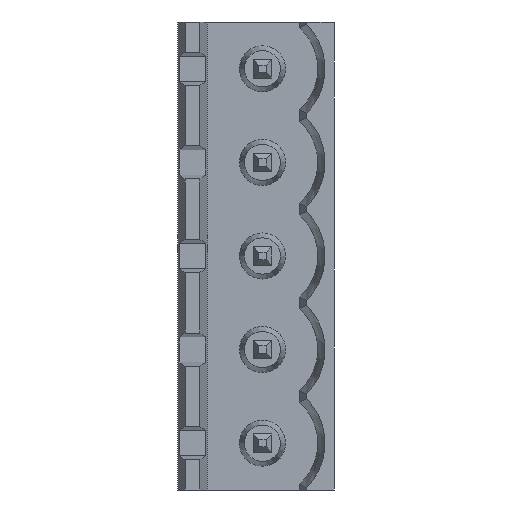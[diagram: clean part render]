
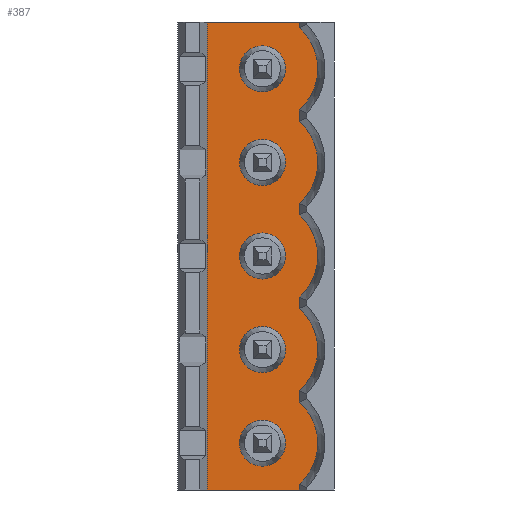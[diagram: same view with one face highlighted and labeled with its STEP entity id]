
A CAD part, left-side view. The second image highlights one B-rep face of the part: STEP entity #387.
In plain terms, the highlighted planar face has unit normal (-1, 0, 0).
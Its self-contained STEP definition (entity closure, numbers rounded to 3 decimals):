
#387 = ADVANCED_FACE( '', ( #902, #903, #904, #905, #906, #907 ), #908, .F. );
#902 = FACE_OUTER_BOUND( '', #1544, .T. );
#903 = FACE_BOUND( '', #1545, .T. );
#904 = FACE_BOUND( '', #1546, .T. );
#905 = FACE_BOUND( '', #1547, .T. );
#906 = FACE_BOUND( '', #1548, .T. );
#907 = FACE_BOUND( '', #1549, .T. );
#908 = PLANE( '', #1550 );
#1544 = EDGE_LOOP( '', ( #2661, #2662, #2663, #2664, #2665, #2666, #2667, #2668, #2669, #2670, #2671, #2672, #2673, #2674 ) );
#1545 = EDGE_LOOP( '', ( #2675 ) );
#1546 = EDGE_LOOP( '', ( #2676 ) );
#1547 = EDGE_LOOP( '', ( #2677 ) );
#1548 = EDGE_LOOP( '', ( #2678 ) );
#1549 = EDGE_LOOP( '', ( #2679 ) );
#1550 = AXIS2_PLACEMENT_3D( '', #2680, #2681, #2682 );
#2661 = ORIENTED_EDGE( '', *, *, #4183, .F. );
#2662 = ORIENTED_EDGE( '', *, *, #4184, .T. );
#2663 = ORIENTED_EDGE( '', *, *, #4185, .F. );
#2664 = ORIENTED_EDGE( '', *, *, #4186, .T. );
#2665 = ORIENTED_EDGE( '', *, *, #4187, .F. );
#2666 = ORIENTED_EDGE( '', *, *, #3910, .T. );
#2667 = ORIENTED_EDGE( '', *, *, #4077, .F. );
#2668 = ORIENTED_EDGE( '', *, *, #4188, .T. );
#2669 = ORIENTED_EDGE( '', *, *, #4189, .F. );
#2670 = ORIENTED_EDGE( '', *, *, #3998, .T. );
#2671 = ORIENTED_EDGE( '', *, *, #3954, .F. );
#2672 = ORIENTED_EDGE( '', *, *, #4190, .T. );
#2673 = ORIENTED_EDGE( '', *, *, #3959, .F. );
#2674 = ORIENTED_EDGE( '', *, *, #4191, .F. );
#2675 = ORIENTED_EDGE( '', *, *, #3990, .F. );
#2676 = ORIENTED_EDGE( '', *, *, #4192, .F. );
#2677 = ORIENTED_EDGE( '', *, *, #4102, .F. );
#2678 = ORIENTED_EDGE( '', *, *, #3930, .F. );
#2679 = ORIENTED_EDGE( '', *, *, #4193, .F. );
#2680 = CARTESIAN_POINT( '', ( 202.525, 143.11, -75.08 ) );
#2681 = DIRECTION( '', ( 1., 0., 0. ) );
#2682 = DIRECTION( '', ( 0., 0., 1. ) );
#3910 = EDGE_CURVE( '', #4740, #4741, #4742, .T. );
#3930 = EDGE_CURVE( '', #4775, #4775, #4776, .T. );
#3954 = EDGE_CURVE( '', #4814, #4815, #4816, .T. );
#3959 = EDGE_CURVE( '', #4821, #4823, #4824, .T. );
#3990 = EDGE_CURVE( '', #4874, #4874, #4875, .T. );
#3998 = EDGE_CURVE( '', #4888, #4815, #4889, .T. );
#4077 = EDGE_CURVE( '', #5007, #4741, #5009, .T. );
#4102 = EDGE_CURVE( '', #5046, #5046, #5047, .T. );
#4183 = EDGE_CURVE( '', #5164, #5165, #5166, .T. );
#4184 = EDGE_CURVE( '', #5164, #5167, #5168, .T. );
#4185 = EDGE_CURVE( '', #5169, #5167, #5170, .T. );
#4186 = EDGE_CURVE( '', #5169, #5171, #5172, .T. );
#4187 = EDGE_CURVE( '', #4740, #5171, #5173, .T. );
#4188 = EDGE_CURVE( '', #5007, #5174, #5175, .T. );
#4189 = EDGE_CURVE( '', #4888, #5174, #5176, .T. );
#4190 = EDGE_CURVE( '', #4814, #4823, #5177, .T. );
#4191 = EDGE_CURVE( '', #5165, #4821, #5178, .T. );
#4192 = EDGE_CURVE( '', #5179, #5179, #5180, .T. );
#4193 = EDGE_CURVE( '', #5181, #5181, #5182, .T. );
#4740 = VERTEX_POINT( '', #5902 );
#4741 = VERTEX_POINT( '', #5903 );
#4742 = LINE( '', #5904, #5905 );
#4775 = VERTEX_POINT( '', #5955 );
#4776 = CIRCLE( '', #5956, 1.25 );
#4814 = VERTEX_POINT( '', #6010 );
#4815 = VERTEX_POINT( '', #6011 );
#4816 = CIRCLE( '', #6012, 3. );
#4821 = VERTEX_POINT( '', #6019 );
#4823 = VERTEX_POINT( '', #6022 );
#4824 = LINE( '', #6023, #6024 );
#4874 = VERTEX_POINT( '', #6101 );
#4875 = CIRCLE( '', #6102, 1.25 );
#4888 = VERTEX_POINT( '', #6119 );
#4889 = LINE( '', #6120, #6121 );
#5007 = VERTEX_POINT( '', #6301 );
#5009 = CIRCLE( '', #6304, 3. );
#5046 = VERTEX_POINT( '', #6358 );
#5047 = CIRCLE( '', #6359, 1.25 );
#5164 = VERTEX_POINT( '', #6533 );
#5165 = VERTEX_POINT( '', #6534 );
#5166 = LINE( '', #6535, #6536 );
#5167 = VERTEX_POINT( '', #6537 );
#5168 = LINE( '', #6538, #6539 );
#5169 = VERTEX_POINT( '', #6540 );
#5170 = CIRCLE( '', #6541, 3. );
#5171 = VERTEX_POINT( '', #6542 );
#5172 = LINE( '', #6543, #6544 );
#5173 = CIRCLE( '', #6545, 3. );
#5174 = VERTEX_POINT( '', #6546 );
#5175 = LINE( '', #6547, #6548 );
#5176 = CIRCLE( '', #6549, 3. );
#5177 = LINE( '', #6550, #6551 );
#5178 = LINE( '', #6552, #6553 );
#5179 = VERTEX_POINT( '', #6554 );
#5180 = CIRCLE( '', #6555, 1.25 );
#5181 = VERTEX_POINT( '', #6556 );
#5182 = CIRCLE( '', #6557, 1.25 );
#5902 = CARTESIAN_POINT( '', ( 202.525, 138.11, -39.824 ) );
#5903 = CARTESIAN_POINT( '', ( 202.525, 138.11, -39.216 ) );
#5904 = CARTESIAN_POINT( '', ( 202.525, 138.11, -100.481 ) );
#5905 = VECTOR( '', #7191, 1000. );
#5955 = CARTESIAN_POINT( '', ( 202.525, 138.86, -42.06 ) );
#5956 = AXIS2_PLACEMENT_3D( '', #7209, #7210, #7211 );
#6010 = CARTESIAN_POINT( '', ( 202.525, 138.11, -24.584 ) );
#6011 = CARTESIAN_POINT( '', ( 202.525, 138.11, -29.056 ) );
#6012 = AXIS2_PLACEMENT_3D( '', #7231, #7232, #7233 );
#6019 = CARTESIAN_POINT( '', ( 202.525, 143.11, -24.28 ) );
#6022 = CARTESIAN_POINT( '', ( 202.525, 138.11, -24.28 ) );
#6023 = CARTESIAN_POINT( '', ( 202.525, 144.81, -24.28 ) );
#6024 = VECTOR( '', #7237, 1000. );
#6101 = CARTESIAN_POINT( '', ( 202.525, 138.86, -31.9 ) );
#6102 = AXIS2_PLACEMENT_3D( '', #7265, #7266, #7267 );
#6119 = CARTESIAN_POINT( '', ( 202.525, 138.11, -29.664 ) );
#6120 = CARTESIAN_POINT( '', ( 202.525, 138.11, -90.321 ) );
#6121 = VECTOR( '', #7275, 1000. );
#6301 = CARTESIAN_POINT( '', ( 202.525, 138.11, -34.744 ) );
#6304 = AXIS2_PLACEMENT_3D( '', #7342, #7343, #7344 );
#6358 = CARTESIAN_POINT( '', ( 202.525, 138.86, -36.98 ) );
#6359 = AXIS2_PLACEMENT_3D( '', #7362, #7363, #7364 );
#6533 = CARTESIAN_POINT( '', ( 202.525, 138.11, -49.68 ) );
#6534 = CARTESIAN_POINT( '', ( 202.525, 143.11, -49.68 ) );
#6535 = CARTESIAN_POINT( '', ( 202.525, 144.81, -49.68 ) );
#6536 = VECTOR( '', #7425, 1000. );
#6537 = CARTESIAN_POINT( '', ( 202.525, 138.11, -49.376 ) );
#6538 = CARTESIAN_POINT( '', ( 202.525, 138.11, -49.68 ) );
#6539 = VECTOR( '', #7426, 1000. );
#6540 = CARTESIAN_POINT( '', ( 202.525, 138.11, -44.904 ) );
#6541 = AXIS2_PLACEMENT_3D( '', #7427, #7428, #7429 );
#6542 = CARTESIAN_POINT( '', ( 202.525, 138.11, -44.296 ) );
#6543 = CARTESIAN_POINT( '', ( 202.525, 138.11, -105.561 ) );
#6544 = VECTOR( '', #7430, 1000. );
#6545 = AXIS2_PLACEMENT_3D( '', #7431, #7432, #7433 );
#6546 = CARTESIAN_POINT( '', ( 202.525, 138.11, -34.136 ) );
#6547 = CARTESIAN_POINT( '', ( 202.525, 138.11, -95.401 ) );
#6548 = VECTOR( '', #7434, 1000. );
#6549 = AXIS2_PLACEMENT_3D( '', #7435, #7436, #7437 );
#6550 = CARTESIAN_POINT( '', ( 202.525, 138.11, -85.241 ) );
#6551 = VECTOR( '', #7438, 1000. );
#6552 = CARTESIAN_POINT( '', ( 202.525, 143.11, -75.08 ) );
#6553 = VECTOR( '', #7439, 1000. );
#6554 = CARTESIAN_POINT( '', ( 202.525, 138.86, -26.82 ) );
#6555 = AXIS2_PLACEMENT_3D( '', #7440, #7441, #7442 );
#6556 = CARTESIAN_POINT( '', ( 202.525, 138.86, -47.14 ) );
#6557 = AXIS2_PLACEMENT_3D( '', #7443, #7444, #7445 );
#7191 = DIRECTION( '', ( 0., 0., 1. ) );
#7209 = CARTESIAN_POINT( '', ( 202.525, 140.11, -42.06 ) );
#7210 = DIRECTION( '', ( -1., 0., 0. ) );
#7211 = DIRECTION( '', ( 0., -1., 0. ) );
#7231 = CARTESIAN_POINT( '', ( 202.525, 140.11, -26.82 ) );
#7232 = DIRECTION( '', ( 1., 0., 0. ) );
#7233 = DIRECTION( '', ( 0., -1., 0. ) );
#7237 = DIRECTION( '', ( 0., -1., 0. ) );
#7265 = CARTESIAN_POINT( '', ( 202.525, 140.11, -31.9 ) );
#7266 = DIRECTION( '', ( -1., 0., 0. ) );
#7267 = DIRECTION( '', ( 0., -1., 0. ) );
#7275 = DIRECTION( '', ( 0., 0., 1. ) );
#7342 = CARTESIAN_POINT( '', ( 202.525, 140.11, -36.98 ) );
#7343 = DIRECTION( '', ( 1., 0., 0. ) );
#7344 = DIRECTION( '', ( 0., -1., 0. ) );
#7362 = CARTESIAN_POINT( '', ( 202.525, 140.11, -36.98 ) );
#7363 = DIRECTION( '', ( -1., 0., 0. ) );
#7364 = DIRECTION( '', ( 0., -1., 0. ) );
#7425 = DIRECTION( '', ( 0., 1., 0. ) );
#7426 = DIRECTION( '', ( 0., 0., 1. ) );
#7427 = CARTESIAN_POINT( '', ( 202.525, 140.11, -47.14 ) );
#7428 = DIRECTION( '', ( 1., 0., 0. ) );
#7429 = DIRECTION( '', ( 0., -1., 0. ) );
#7430 = DIRECTION( '', ( 0., 0., 1. ) );
#7431 = CARTESIAN_POINT( '', ( 202.525, 140.11, -42.06 ) );
#7432 = DIRECTION( '', ( 1., 0., 0. ) );
#7433 = DIRECTION( '', ( 0., -1., 0. ) );
#7434 = DIRECTION( '', ( 0., 0., 1. ) );
#7435 = CARTESIAN_POINT( '', ( 202.525, 140.11, -31.9 ) );
#7436 = DIRECTION( '', ( 1., 0., 0. ) );
#7437 = DIRECTION( '', ( 0., -1., 0. ) );
#7438 = DIRECTION( '', ( 0., 0., 1. ) );
#7439 = DIRECTION( '', ( 0., 0., 1. ) );
#7440 = CARTESIAN_POINT( '', ( 202.525, 140.11, -26.82 ) );
#7441 = DIRECTION( '', ( -1., 0., 0. ) );
#7442 = DIRECTION( '', ( 0., -1., 0. ) );
#7443 = CARTESIAN_POINT( '', ( 202.525, 140.11, -47.14 ) );
#7444 = DIRECTION( '', ( -1., 0., 0. ) );
#7445 = DIRECTION( '', ( 0., -1., 0. ) );
